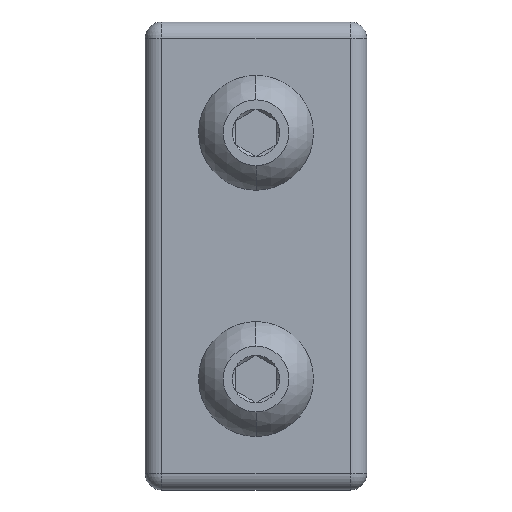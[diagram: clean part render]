
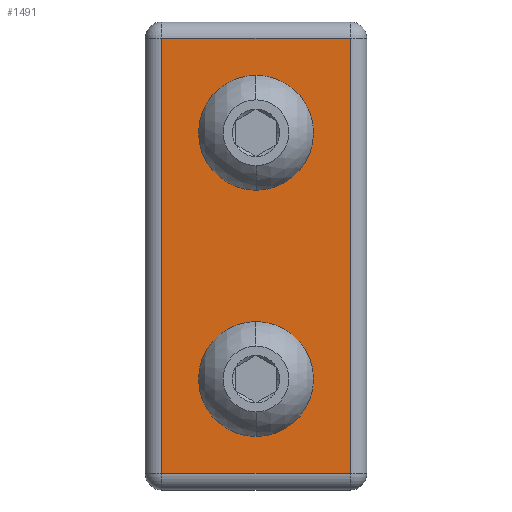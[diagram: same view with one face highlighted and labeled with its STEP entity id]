
A CAD part, top view. The second image highlights one B-rep face of the part: STEP entity #1491.
In plain terms, the highlighted planar face has unit normal (0, 0, 1).
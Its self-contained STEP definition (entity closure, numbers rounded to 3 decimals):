
#19 = EDGE_LOOP ( 'NONE', ( #458, #1286, #2618, #534 ) ) ;
#31 = CARTESIAN_POINT ( 'NONE',  ( -11.5, 26.5, 5. ) ) ;
#35 = VERTEX_POINT ( 'NONE', #1010 ) ;
#42 = AXIS2_PLACEMENT_3D ( 'NONE', #1727, #875, #1969 ) ;
#55 = FACE_BOUND ( 'NONE', #1089, .T. ) ;
#109 = FACE_OUTER_BOUND ( 'NONE', #19, .T. ) ;
#115 = EDGE_CURVE ( 'NONE', #2666, #1932, #2220, .T. ) ;
#150 = DIRECTION ( 'NONE',  ( 0., 0., -1. ) ) ;
#184 = CARTESIAN_POINT ( 'NONE',  ( -11.5, 26.5, 5. ) ) ;
#190 = CIRCLE ( 'NONE', #1261, 5. ) ;
#210 = VERTEX_POINT ( 'NONE', #2867 ) ;
#213 = VERTEX_POINT ( 'NONE', #296 ) ;
#266 = DIRECTION ( 'NONE',  ( 1., 0., 0. ) ) ;
#296 = CARTESIAN_POINT ( 'NONE',  ( -5., 15., 5. ) ) ;
#326 = ORIENTED_EDGE ( 'NONE', *, *, #347, .T. ) ;
#347 = EDGE_CURVE ( 'NONE', #1989, #213, #1819, .T. ) ;
#366 = ORIENTED_EDGE ( 'NONE', *, *, #2479, .T. ) ;
#376 = CARTESIAN_POINT ( 'NONE',  ( 5., -15., 5. ) ) ;
#408 = EDGE_CURVE ( 'NONE', #35, #1775, #2272, .T. ) ;
#432 = DIRECTION ( 'NONE',  ( 1., 0., 0. ) ) ;
#458 = ORIENTED_EDGE ( 'NONE', *, *, #1653, .T. ) ;
#489 = DIRECTION ( 'NONE',  ( 1., 0., 0. ) ) ;
#511 = CARTESIAN_POINT ( 'NONE',  ( 11.5, 26.5, 5. ) ) ;
#534 = ORIENTED_EDGE ( 'NONE', *, *, #1344, .T. ) ;
#577 = FACE_BOUND ( 'NONE', #1540, .T. ) ;
#641 = CARTESIAN_POINT ( 'NONE',  ( -5., -15., 5. ) ) ;
#682 = AXIS2_PLACEMENT_3D ( 'NONE', #1153, #1378, #266 ) ;
#721 = VECTOR ( 'NONE', #2259, 1000. ) ;
#761 = ORIENTED_EDGE ( 'NONE', *, *, #2798, .T. ) ;
#774 = CARTESIAN_POINT ( 'NONE',  ( -11.5, -26.5, 5. ) ) ;
#828 = AXIS2_PLACEMENT_3D ( 'NONE', #953, #1063, #1697 ) ;
#875 = DIRECTION ( 'NONE',  ( 0., 0., -1. ) ) ;
#900 = CARTESIAN_POINT ( 'NONE',  ( -11.5, -26.5, 5. ) ) ;
#953 = CARTESIAN_POINT ( 'NONE',  ( -11.5, 26.5, 5. ) ) ;
#1010 = CARTESIAN_POINT ( 'NONE',  ( 11.5, 26.5, 5. ) ) ;
#1015 = AXIS2_PLACEMENT_3D ( 'NONE', #2571, #150, #1481 ) ;
#1029 = ORIENTED_EDGE ( 'NONE', *, *, #115, .T. ) ;
#1063 = DIRECTION ( 'NONE',  ( 0., 0., 1. ) ) ;
#1089 = EDGE_LOOP ( 'NONE', ( #1029, #366 ) ) ;
#1153 = CARTESIAN_POINT ( 'NONE',  ( 0., 15., 5. ) ) ;
#1198 = CARTESIAN_POINT ( 'NONE',  ( 0., -15., 5. ) ) ;
#1203 = DIRECTION ( 'NONE',  ( 0., 1., 0. ) ) ;
#1261 = AXIS2_PLACEMENT_3D ( 'NONE', #1198, #2668, #489 ) ;
#1286 = ORIENTED_EDGE ( 'NONE', *, *, #408, .T. ) ;
#1344 = EDGE_CURVE ( 'NONE', #2576, #210, #1370, .T. ) ;
#1354 = VECTOR ( 'NONE', #2403, 1000. ) ;
#1370 = LINE ( 'NONE', #1842, #2463 ) ;
#1378 = DIRECTION ( 'NONE',  ( 0., 0., -1. ) ) ;
#1481 = DIRECTION ( 'NONE',  ( 1., 0., 0. ) ) ;
#1491 = ADVANCED_FACE ( 'NONE', ( #55, #577, #109 ), #2338, .T. ) ;
#1540 = EDGE_LOOP ( 'NONE', ( #326, #761 ) ) ;
#1587 = VECTOR ( 'NONE', #1203, 1000. ) ;
#1653 = EDGE_CURVE ( 'NONE', #210, #35, #2785, .T. ) ;
#1697 = DIRECTION ( 'NONE',  ( 1., 0., 0. ) ) ;
#1727 = CARTESIAN_POINT ( 'NONE',  ( 0., 15., 5. ) ) ;
#1775 = VERTEX_POINT ( 'NONE', #184 ) ;
#1819 = CIRCLE ( 'NONE', #682, 5. ) ;
#1842 = CARTESIAN_POINT ( 'NONE',  ( 11.5, -26.5, 5. ) ) ;
#1932 = VERTEX_POINT ( 'NONE', #641 ) ;
#1969 = DIRECTION ( 'NONE',  ( 1., 0., 0. ) ) ;
#1989 = VERTEX_POINT ( 'NONE', #2072 ) ;
#2072 = CARTESIAN_POINT ( 'NONE',  ( 5., 15., 5. ) ) ;
#2085 = CIRCLE ( 'NONE', #42, 5. ) ;
#2213 = LINE ( 'NONE', #900, #1354 ) ;
#2220 = CIRCLE ( 'NONE', #1015, 5. ) ;
#2259 = DIRECTION ( 'NONE',  ( -1., 0., 0. ) ) ;
#2272 = LINE ( 'NONE', #31, #721 ) ;
#2273 = EDGE_CURVE ( 'NONE', #1775, #2576, #2213, .T. ) ;
#2338 = PLANE ( 'NONE',  #828 ) ;
#2403 = DIRECTION ( 'NONE',  ( 0., -1., 0. ) ) ;
#2463 = VECTOR ( 'NONE', #432, 1000. ) ;
#2479 = EDGE_CURVE ( 'NONE', #1932, #2666, #190, .T. ) ;
#2571 = CARTESIAN_POINT ( 'NONE',  ( 0., -15., 5. ) ) ;
#2576 = VERTEX_POINT ( 'NONE', #774 ) ;
#2618 = ORIENTED_EDGE ( 'NONE', *, *, #2273, .T. ) ;
#2666 = VERTEX_POINT ( 'NONE', #376 ) ;
#2668 = DIRECTION ( 'NONE',  ( 0., 0., -1. ) ) ;
#2785 = LINE ( 'NONE', #511, #1587 ) ;
#2798 = EDGE_CURVE ( 'NONE', #213, #1989, #2085, .T. ) ;
#2867 = CARTESIAN_POINT ( 'NONE',  ( 11.5, -26.5, 5. ) ) ;
